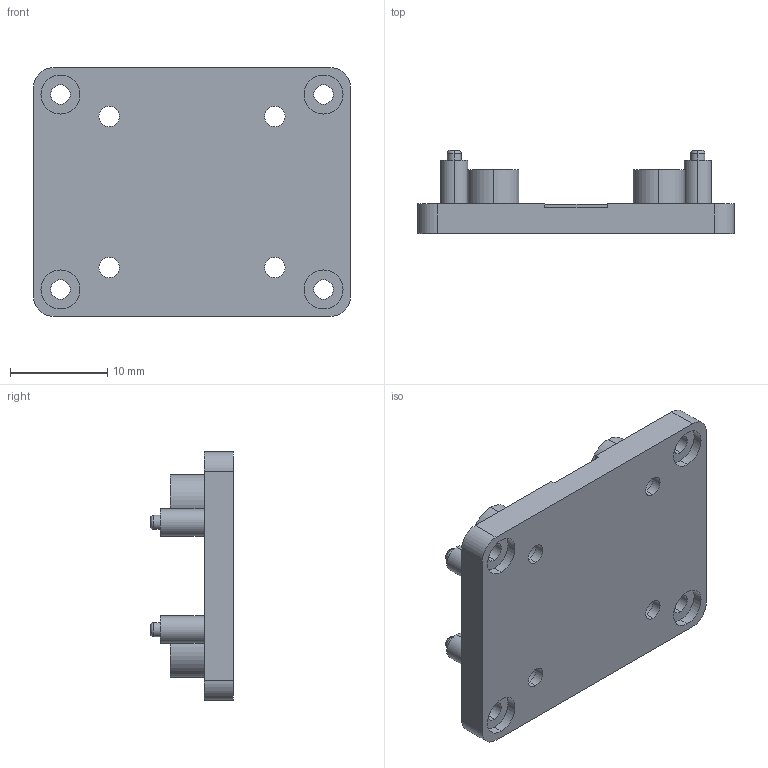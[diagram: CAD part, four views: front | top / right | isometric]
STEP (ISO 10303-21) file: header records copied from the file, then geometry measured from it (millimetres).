
FILE_DESCRIPTION (( 'STEP AP214' ), '1' );
FILE_NAME ('sensor_base.STEP', '2023-08-27T18:19:40', ( '' ), ( '' ), 'SwSTEP 2.0', 'SolidWorks 2022', '' );
FILE_SCHEMA (( 'AUTOMOTIVE_DESIGN' ));
Length unit declared in the file: millimetre
Products named in the file (1): sensor_base
Bounding box: 32.5 x 8.5 x 25.5 mm (x, y, z)
Volume: 2419.6 mm3; surface area: 2748.7 mm2
Topology: 1 solids, 1 shells, 108 faces, 250 edges, 164 vertices
Faces by surface type: cylinder 64, plane 36, torus 8
Entity records: 3200 total; most frequent: DIRECTION 612, CARTESIAN_POINT 523, ORIENTED_EDGE 500, AXIS2_PLACEMENT_3D 253, EDGE_CURVE 250, VERTEX_POINT 164, EDGE_LOOP 144, CIRCLE 144
